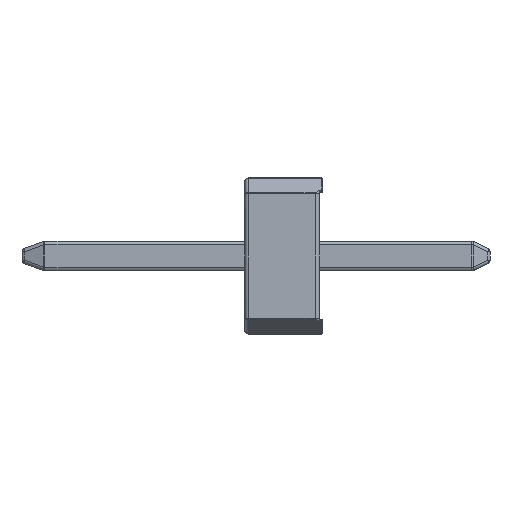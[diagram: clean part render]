
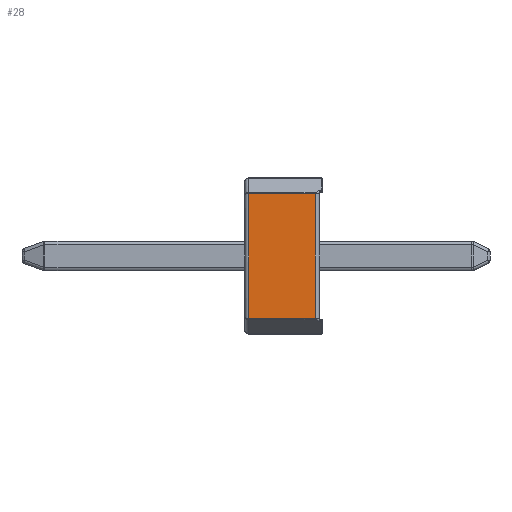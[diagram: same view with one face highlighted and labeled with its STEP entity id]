
A CAD part, left-side view. The second image highlights one B-rep face of the part: STEP entity #28.
In plain terms, the highlighted planar face has unit normal (-1, 0, 0).
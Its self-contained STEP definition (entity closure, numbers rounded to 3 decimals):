
#28 = ADVANCED_FACE ( 'NONE', ( #3929 ), #4873, .F. ) ;
#133 = CARTESIAN_POINT ( 'NONE',  ( -0.635, -0.949, -0.835 ) ) ;
#137 = ORIENTED_EDGE ( 'NONE', *, *, #5446, .T. ) ;
#237 = CARTESIAN_POINT ( 'NONE',  ( -0.635, -0.95, 0. ) ) ;
#289 = CARTESIAN_POINT ( 'NONE',  ( -0.635, -0.949, 0.836 ) ) ;
#299 = CARTESIAN_POINT ( 'NONE',  ( -0.635, -0.945, -0.838 ) ) ;
#427 = CARTESIAN_POINT ( 'NONE',  ( -0.635, -0.944, 0.839 ) ) ;
#453 = LINE ( 'NONE', #237, #3836 ) ;
#476 = CARTESIAN_POINT ( 'NONE',  ( -0.635, -0.05, 0.84 ) ) ;
#491 = EDGE_CURVE ( 'NONE', #4982, #1453, #3734, .T. ) ;
#564 = CARTESIAN_POINT ( 'NONE',  ( -0.635, -0.947, -0.837 ) ) ;
#580 = CARTESIAN_POINT ( 'NONE',  ( -0.635, -0.95, -0.835 ) ) ;
#703 = DIRECTION ( 'NONE',  ( 0., 0., 1. ) ) ;
#746 = CARTESIAN_POINT ( 'NONE',  ( -0.635, -0.947, 0.837 ) ) ;
#760 = CARTESIAN_POINT ( 'NONE',  ( -0.635, -0.945, -0.838 ) ) ;
#834 = EDGE_CURVE ( 'NONE', #891, #3651, #3719, .T. ) ;
#891 = VERTEX_POINT ( 'NONE', #476 ) ;
#903 = CARTESIAN_POINT ( 'NONE',  ( -0.635, -0.944, 0.84 ) ) ;
#1149 = CARTESIAN_POINT ( 'NONE',  ( -0.635, -0.946, -0.837 ) ) ;
#1217 = CARTESIAN_POINT ( 'NONE',  ( -0.635, -0.946, -0.837 ) ) ;
#1355 = CARTESIAN_POINT ( 'NONE',  ( -0.635, -0.944, 0.84 ) ) ;
#1450 = ORIENTED_EDGE ( 'NONE', *, *, #3379, .T. ) ;
#1453 = VERTEX_POINT ( 'NONE', #4730 ) ;
#1466 = B_SPLINE_CURVE_WITH_KNOTS ( 'NONE', 3,
 ( #3160, #5895, #5022, #2265, #5468, #2729, #5931, #3190, #427, #3654, #903, #4110, #1355 ),
 .UNSPECIFIED., .F., .F.,
 ( 4, 3, 3, 3, 4 ),
 ( 0., 0., 0., 0., 0. ),
 .UNSPECIFIED. ) ;
#1482 = CARTESIAN_POINT ( 'NONE',  ( -0.635, -0.05, 0.84 ) ) ;
#1655 = CARTESIAN_POINT ( 'NONE',  ( -0.635, -0.944, -0.84 ) ) ;
#1671 = ORIENTED_EDGE ( 'NONE', *, *, #1844, .T. ) ;
#1731 = LINE ( 'NONE', #5453, #5249 ) ;
#1775 = VERTEX_POINT ( 'NONE', #4781 ) ;
#1822 = ORIENTED_EDGE ( 'NONE', *, *, #4828, .T. ) ;
#1844 = EDGE_CURVE ( 'NONE', #5025, #4982, #453, .T. ) ;
#2098 = CARTESIAN_POINT ( 'NONE',  ( -0.635, -1., 0. ) ) ;
#2121 = CARTESIAN_POINT ( 'NONE',  ( -0.635, -0.944, -0.839 ) ) ;
#2236 = AXIS2_PLACEMENT_3D ( 'NONE', #2098, #5322, #2582 ) ;
#2255 = ORIENTED_EDGE ( 'NONE', *, *, #2443, .T. ) ;
#2265 = CARTESIAN_POINT ( 'NONE',  ( -0.635, -0.945, 0.838 ) ) ;
#2270 = EDGE_LOOP ( 'NONE', ( #3904, #137, #3794, #2255, #1671, #3917, #1822, #1450 ) ) ;
#2443 = EDGE_CURVE ( 'NONE', #5159, #5025, #4205, .T. ) ;
#2461 = CARTESIAN_POINT ( 'NONE',  ( -0.635, -0.944, 0.84 ) ) ;
#2509 = VECTOR ( 'NONE', #5041, 1000. ) ;
#2582 = DIRECTION ( 'NONE',  ( 0., 0., -1. ) ) ;
#2585 = CARTESIAN_POINT ( 'NONE',  ( -0.635, -0.95, 0.835 ) ) ;
#2603 = CARTESIAN_POINT ( 'NONE',  ( -0.635, -0.944, -0.839 ) ) ;
#2707 = DIRECTION ( 'NONE',  ( 0., -1., 0. ) ) ;
#2729 = CARTESIAN_POINT ( 'NONE',  ( -0.635, -0.945, 0.838 ) ) ;
#2770 = VECTOR ( 'NONE', #4715, 1000. ) ;
#2884 = CARTESIAN_POINT ( 'NONE',  ( -0.635, -0.949, -0.836 ) ) ;
#3036 = CARTESIAN_POINT ( 'NONE',  ( -0.635, -0.949, 0.835 ) ) ;
#3050 = CARTESIAN_POINT ( 'NONE',  ( -0.635, -0.945, -0.838 ) ) ;
#3160 = CARTESIAN_POINT ( 'NONE',  ( -0.635, -0.946, 0.837 ) ) ;
#3190 = CARTESIAN_POINT ( 'NONE',  ( -0.635, -0.944, 0.839 ) ) ;
#3322 = CARTESIAN_POINT ( 'NONE',  ( -0.635, -0.95, -0.835 ) ) ;
#3338 = CARTESIAN_POINT ( 'NONE',  ( -0.635, -0.95, -0.835 ) ) ;
#3379 = EDGE_CURVE ( 'NONE', #5867, #891, #4005, .T. ) ;
#3465 = CARTESIAN_POINT ( 'NONE',  ( -0.635, -0.944, -0.84 ) ) ;
#3504 = CARTESIAN_POINT ( 'NONE',  ( -0.635, -0.948, 0.836 ) ) ;
#3516 = CARTESIAN_POINT ( 'NONE',  ( -0.635, -0.945, -0.838 ) ) ;
#3651 = VERTEX_POINT ( 'NONE', #4003 ) ;
#3654 = CARTESIAN_POINT ( 'NONE',  ( -0.635, -0.944, 0.839 ) ) ;
#3719 = LINE ( 'NONE', #4115, #2509 ) ;
#3733 = CARTESIAN_POINT ( 'NONE',  ( -0.635, -0.95, 0.835 ) ) ;
#3734 = B_SPLINE_CURVE_WITH_KNOTS ( 'NONE', 3,
 ( #2585, #5771, #3036, #289, #3504, #746, #3962 ),
 .UNSPECIFIED., .F., .F.,
 ( 4, 3, 4 ),
 ( 0., 0., 0. ),
 .UNSPECIFIED. ) ;
#3794 = ORIENTED_EDGE ( 'NONE', *, *, #4097, .T. ) ;
#3836 = VECTOR ( 'NONE', #703, 1000. ) ;
#3904 = ORIENTED_EDGE ( 'NONE', *, *, #834, .T. ) ;
#3917 = ORIENTED_EDGE ( 'NONE', *, *, #491, .T. ) ;
#3929 = FACE_OUTER_BOUND ( 'NONE', #2270, .T. ) ;
#3962 = CARTESIAN_POINT ( 'NONE',  ( -0.635, -0.946, 0.837 ) ) ;
#3973 = CARTESIAN_POINT ( 'NONE',  ( -0.635, -0.946, -0.837 ) ) ;
#4003 = CARTESIAN_POINT ( 'NONE',  ( -0.635, -0.05, -0.84 ) ) ;
#4005 = LINE ( 'NONE', #1482, #2770 ) ;
#4097 = EDGE_CURVE ( 'NONE', #1775, #5159, #5397, .T. ) ;
#4110 = CARTESIAN_POINT ( 'NONE',  ( -0.635, -0.944, 0.84 ) ) ;
#4115 = CARTESIAN_POINT ( 'NONE',  ( -0.635, -0.05, -0.85 ) ) ;
#4205 = B_SPLINE_CURVE_WITH_KNOTS ( 'NONE', 3,
 ( #5616, #564, #5168, #2884, #133, #3338, #580 ),
 .UNSPECIFIED., .F., .F.,
 ( 4, 3, 4 ),
 ( 0., 0., 0. ),
 .UNSPECIFIED. ) ;
#4446 = CARTESIAN_POINT ( 'NONE',  ( -0.635, -0.946, -0.837 ) ) ;
#4715 = DIRECTION ( 'NONE',  ( 0., 1., 0. ) ) ;
#4730 = CARTESIAN_POINT ( 'NONE',  ( -0.635, -0.946, 0.837 ) ) ;
#4781 = CARTESIAN_POINT ( 'NONE',  ( -0.635, -0.944, -0.84 ) ) ;
#4828 = EDGE_CURVE ( 'NONE', #1453, #5867, #1466, .T. ) ;
#4873 = PLANE ( 'NONE',  #2236 ) ;
#4982 = VERTEX_POINT ( 'NONE', #3733 ) ;
#5022 = CARTESIAN_POINT ( 'NONE',  ( -0.635, -0.946, 0.837 ) ) ;
#5025 = VERTEX_POINT ( 'NONE', #3322 ) ;
#5041 = DIRECTION ( 'NONE',  ( 0., 0., -1. ) ) ;
#5159 = VERTEX_POINT ( 'NONE', #1149 ) ;
#5168 = CARTESIAN_POINT ( 'NONE',  ( -0.635, -0.948, -0.836 ) ) ;
#5249 = VECTOR ( 'NONE', #2707, 1000. ) ;
#5322 = DIRECTION ( 'NONE',  ( 1., 0., 0. ) ) ;
#5337 = CARTESIAN_POINT ( 'NONE',  ( -0.635, -0.944, -0.839 ) ) ;
#5397 = B_SPLINE_CURVE_WITH_KNOTS ( 'NONE', 3,
 ( #3465, #1655, #2121, #5337, #2603, #5786, #3050, #299, #3516, #760, #3973, #1217, #4446 ),
 .UNSPECIFIED., .F., .F.,
 ( 4, 3, 3, 3, 4 ),
 ( 0., 0., 0., 0., 0. ),
 .UNSPECIFIED. ) ;
#5446 = EDGE_CURVE ( 'NONE', #3651, #1775, #1731, .T. ) ;
#5453 = CARTESIAN_POINT ( 'NONE',  ( -0.635, -1., -0.84 ) ) ;
#5468 = CARTESIAN_POINT ( 'NONE',  ( -0.635, -0.945, 0.838 ) ) ;
#5616 = CARTESIAN_POINT ( 'NONE',  ( -0.635, -0.946, -0.837 ) ) ;
#5771 = CARTESIAN_POINT ( 'NONE',  ( -0.635, -0.95, 0.835 ) ) ;
#5786 = CARTESIAN_POINT ( 'NONE',  ( -0.635, -0.944, -0.839 ) ) ;
#5867 = VERTEX_POINT ( 'NONE', #2461 ) ;
#5895 = CARTESIAN_POINT ( 'NONE',  ( -0.635, -0.946, 0.837 ) ) ;
#5931 = CARTESIAN_POINT ( 'NONE',  ( -0.635, -0.944, 0.839 ) ) ;
